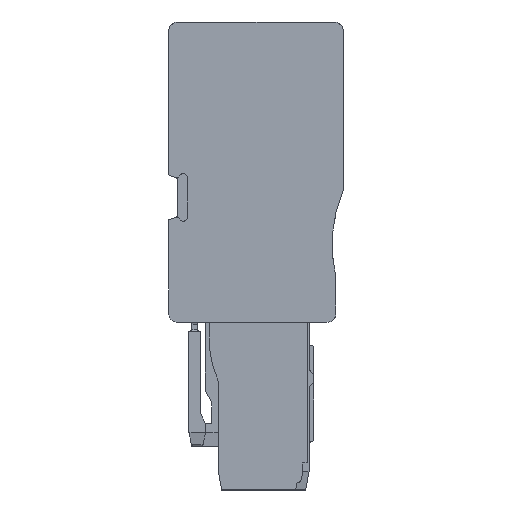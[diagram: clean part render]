
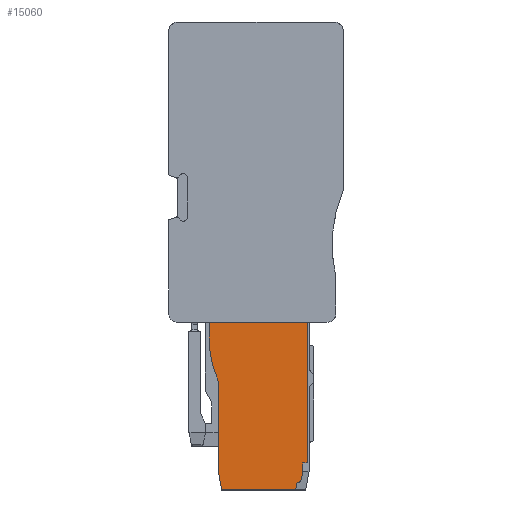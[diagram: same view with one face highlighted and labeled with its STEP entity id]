
A CAD part, left-side view. The second image highlights one B-rep face of the part: STEP entity #15060.
In plain terms, the highlighted planar face has unit normal (-1, 0, 0).
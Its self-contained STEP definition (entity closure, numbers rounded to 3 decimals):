
#10375=AXIS2_PLACEMENT_3D('Plane Axis2P3D',#10372,#10373,#10374) ;
#11104=AXIS2_PLACEMENT_3D('Circle Axis2P3D',#11102,#11103,$) ;
#14696=AXIS2_PLACEMENT_3D('Circle Axis2P3D',#14694,#14695,$) ;
#14739=AXIS2_PLACEMENT_3D('Circle Axis2P3D',#14737,#14738,$) ;
#10372=CARTESIAN_POINT('Axis2P3D Location',(0.8,8.8,18.25)) ;
#11054=CARTESIAN_POINT('Vertex',(0.8,14.6,16.433)) ;
#11057=CARTESIAN_POINT('Line Origine',(0.8,14.6,17.341)) ;
#11061=CARTESIAN_POINT('Vertex',(0.8,14.6,18.25)) ;
#11099=CARTESIAN_POINT('Vertex',(0.8,13.6,11.85)) ;
#11102=CARTESIAN_POINT('Axis2P3D Location',(0.8,3.6,16.433)) ;
#11160=CARTESIAN_POINT('Vertex',(0.8,13.6,2.)) ;
#11163=CARTESIAN_POINT('Line Origine',(0.8,13.6,6.925)) ;
#11218=CARTESIAN_POINT('Vertex',(0.8,13.247,0.)) ;
#11223=CARTESIAN_POINT('Line Origine',(0.8,13.424,1.)) ;
#11245=CARTESIAN_POINT('Line Origine',(0.8,9.213,0.)) ;
#11249=CARTESIAN_POINT('Vertex',(0.8,5.178,0.)) ;
#11298=CARTESIAN_POINT('Vertex',(0.8,5.036,0.8)) ;
#11301=CARTESIAN_POINT('Line Origine',(0.8,5.107,0.4)) ;
#11327=CARTESIAN_POINT('Vertex',(0.8,4.425,2.951)) ;
#11334=CARTESIAN_POINT('Vertex',(0.8,3.91,2.951)) ;
#11337=CARTESIAN_POINT('Line Origine',(0.8,4.167,2.951)) ;
#14691=CARTESIAN_POINT('Vertex',(0.8,4.544,1.213)) ;
#14694=CARTESIAN_POINT('Axis2P3D Location',(0.8,5.036,1.3)) ;
#14710=CARTESIAN_POINT('Vertex',(0.8,4.44,1.8)) ;
#14713=CARTESIAN_POINT('Line Origine',(0.8,4.492,1.507)) ;
#14734=CARTESIAN_POINT('Vertex',(0.8,4.425,1.974)) ;
#14737=CARTESIAN_POINT('Axis2P3D Location',(0.8,5.426,1.974)) ;
#14749=CARTESIAN_POINT('Line Origine',(0.8,4.425,2.462)) ;
#15033=CARTESIAN_POINT('Line Origine',(0.8,9.255,18.25)) ;
#15037=CARTESIAN_POINT('Vertex',(0.8,3.91,18.25)) ;
#15040=CARTESIAN_POINT('Line Origine',(0.8,3.91,10.601)) ;
#10373=DIRECTION('Axis2P3D Direction',(-1.,0.,0.)) ;
#10374=DIRECTION('Axis2P3D XDirection',(0.,-1.,0.)) ;
#11058=DIRECTION('Vector Direction',(0.,0.,-1.)) ;
#11103=DIRECTION('Axis2P3D Direction',(1.,0.,0.)) ;
#11164=DIRECTION('Vector Direction',(0.,0.,-1.)) ;
#11224=DIRECTION('Vector Direction',(0.,-0.174,-0.985)) ;
#11246=DIRECTION('Vector Direction',(0.,-1.,0.)) ;
#11302=DIRECTION('Vector Direction',(0.,0.174,-0.985)) ;
#11338=DIRECTION('Vector Direction',(0.,1.,0.)) ;
#14695=DIRECTION('Axis2P3D Direction',(1.,0.,0.)) ;
#14714=DIRECTION('Vector Direction',(0.,-0.174,0.985)) ;
#14738=DIRECTION('Axis2P3D Direction',(1.,0.,0.)) ;
#14750=DIRECTION('Vector Direction',(0.,0.,1.)) ;
#15034=DIRECTION('Vector Direction',(0.,1.,0.)) ;
#15041=DIRECTION('Vector Direction',(0.,0.,1.)) ;
#11059=VECTOR('Line Direction',#11058,1.) ;
#11165=VECTOR('Line Direction',#11164,1.) ;
#11225=VECTOR('Line Direction',#11224,1.) ;
#11247=VECTOR('Line Direction',#11246,1.) ;
#11303=VECTOR('Line Direction',#11302,1.) ;
#11339=VECTOR('Line Direction',#11338,1.) ;
#14715=VECTOR('Line Direction',#14714,1.) ;
#14751=VECTOR('Line Direction',#14750,1.) ;
#15035=VECTOR('Line Direction',#15034,1.) ;
#15042=VECTOR('Line Direction',#15041,1.) ;
#15046=ORIENTED_EDGE('',*,*,#15039,.T.) ;
#15047=ORIENTED_EDGE('',*,*,#11063,.T.) ;
#15048=ORIENTED_EDGE('',*,*,#11106,.F.) ;
#15049=ORIENTED_EDGE('',*,*,#11167,.T.) ;
#15050=ORIENTED_EDGE('',*,*,#11227,.T.) ;
#15051=ORIENTED_EDGE('',*,*,#11251,.T.) ;
#15052=ORIENTED_EDGE('',*,*,#11305,.F.) ;
#15053=ORIENTED_EDGE('',*,*,#14698,.T.) ;
#15054=ORIENTED_EDGE('',*,*,#14717,.T.) ;
#15055=ORIENTED_EDGE('',*,*,#14741,.T.) ;
#15056=ORIENTED_EDGE('',*,*,#14753,.T.) ;
#15057=ORIENTED_EDGE('',*,*,#11341,.F.) ;
#15058=ORIENTED_EDGE('',*,*,#15044,.T.) ;
#15060=ADVANCED_FACE('66463_MLD_APG_4_L.1\\66463_MLD_APG_4_L',(#15059),#10376,.T.) ;
#11105=CIRCLE('generated circle',#11104,11.) ;
#14697=CIRCLE('generated circle',#14696,0.5) ;
#14740=CIRCLE('generated circle',#14739,1.001) ;
#11063=EDGE_CURVE('',#11062,#11055,#11060,.T.) ;
#11106=EDGE_CURVE('',#11100,#11055,#11105,.T.) ;
#11167=EDGE_CURVE('',#11100,#11161,#11166,.T.) ;
#11227=EDGE_CURVE('',#11161,#11219,#11226,.T.) ;
#11251=EDGE_CURVE('',#11219,#11250,#11248,.T.) ;
#11305=EDGE_CURVE('',#11299,#11250,#11304,.T.) ;
#11341=EDGE_CURVE('',#11335,#11328,#11340,.T.) ;
#14698=EDGE_CURVE('',#11299,#14692,#14697,.F.) ;
#14717=EDGE_CURVE('',#14692,#14711,#14716,.T.) ;
#14741=EDGE_CURVE('',#14711,#14735,#14740,.F.) ;
#14753=EDGE_CURVE('',#14735,#11328,#14752,.T.) ;
#15039=EDGE_CURVE('',#15038,#11062,#15036,.T.) ;
#15044=EDGE_CURVE('',#11335,#15038,#15043,.T.) ;
#15045=EDGE_LOOP('',(#15046,#15047,#15048,#15049,#15050,#15051,#15052,#15053,#15054,#15055,#15056,#15057,#15058)) ;
#15059=FACE_OUTER_BOUND('',#15045,.T.) ;
#11060=LINE('Line',#11057,#11059) ;
#11166=LINE('Line',#11163,#11165) ;
#11226=LINE('Line',#11223,#11225) ;
#11248=LINE('Line',#11245,#11247) ;
#11304=LINE('Line',#11301,#11303) ;
#11340=LINE('Line',#11337,#11339) ;
#14716=LINE('Line',#14713,#14715) ;
#14752=LINE('Line',#14749,#14751) ;
#15036=LINE('Line',#15033,#15035) ;
#15043=LINE('Line',#15040,#15042) ;
#10376=PLANE('',#10375) ;
#11055=VERTEX_POINT('',#11054) ;
#11062=VERTEX_POINT('',#11061) ;
#11100=VERTEX_POINT('',#11099) ;
#11161=VERTEX_POINT('',#11160) ;
#11219=VERTEX_POINT('',#11218) ;
#11250=VERTEX_POINT('',#11249) ;
#11299=VERTEX_POINT('',#11298) ;
#11328=VERTEX_POINT('',#11327) ;
#11335=VERTEX_POINT('',#11334) ;
#14692=VERTEX_POINT('',#14691) ;
#14711=VERTEX_POINT('',#14710) ;
#14735=VERTEX_POINT('',#14734) ;
#15038=VERTEX_POINT('',#15037) ;
